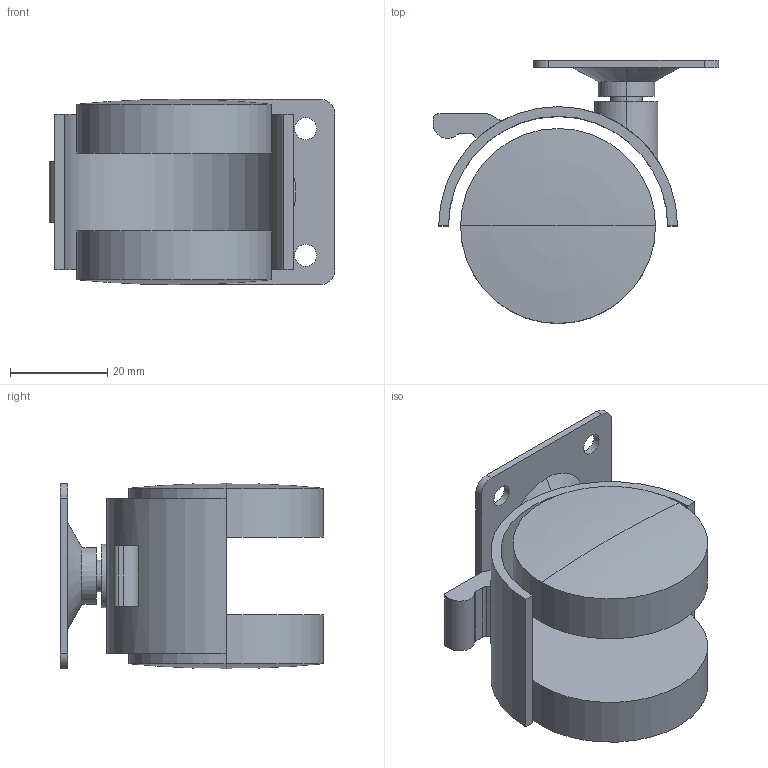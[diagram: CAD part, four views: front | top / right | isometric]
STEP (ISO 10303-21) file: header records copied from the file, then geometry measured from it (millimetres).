
FILE_DESCRIPTION (( 'STEP AP214' ), '1' );
FILE_NAME ('F000850_3D.step', '2022-11-21T18:08:19', ( '' ), ( '' ), 'SwSTEP 2.0', 'SolidWorks 2020', '' );
FILE_SCHEMA (( 'AUTOMOTIVE_DESIGN' ));
Length unit declared in the file: millimetre
Products named in the file (1): F000850_3D
Bounding box: 58.64 x 54 x 38 mm (x, y, z)
Volume: 35681.7 mm3; surface area: 16539.1 mm2
Topology: 4 solids, 4 shells, 60 faces, 138 edges, 90 vertices
Faces by surface type: cylinder 30, plane 24, torus 4, cone 2
Entity records: 2548 total; most frequent: CARTESIAN_POINT 380, DIRECTION 328, ORIENTED_EDGE 276, EDGE_CURVE 138, AXIS2_PLACEMENT_3D 131, VERTEX_POINT 90, EDGE_LOOP 72, CIRCLE 70
